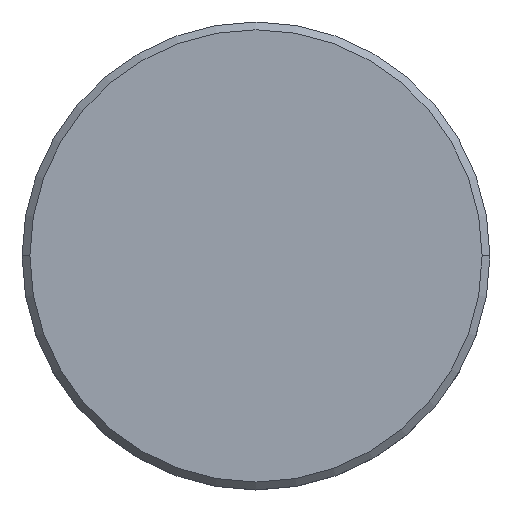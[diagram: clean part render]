
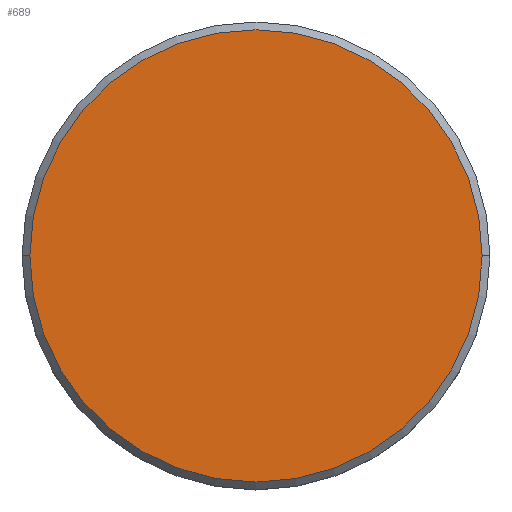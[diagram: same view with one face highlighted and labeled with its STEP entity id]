
A CAD part, top view. The second image highlights one B-rep face of the part: STEP entity #689.
In plain terms, the highlighted planar face has unit normal (0, 0, 1).
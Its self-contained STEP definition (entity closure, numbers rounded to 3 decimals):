
#93 = AXIS2_PLACEMENT_3D ( 'NONE', #179, #896, #1093 ) ;
#94 = CARTESIAN_POINT ( 'NONE',  ( -14.5, 0., 0. ) ) ;
#111 = PLANE ( 'NONE',  #983 ) ;
#171 = DIRECTION ( 'NONE',  ( 0., 0., 1. ) ) ;
#179 = CARTESIAN_POINT ( 'NONE',  ( 0., 0., 0. ) ) ;
#244 = VERTEX_POINT ( 'NONE', #94 ) ;
#249 = DIRECTION ( 'NONE',  ( 1., 0., 0. ) ) ;
#343 = ORIENTED_EDGE ( 'NONE', *, *, #557, .T. ) ;
#364 = ORIENTED_EDGE ( 'NONE', *, *, #1123, .T. ) ;
#455 = CARTESIAN_POINT ( 'NONE',  ( 0., 0., 0. ) ) ;
#557 = EDGE_CURVE ( 'NONE', #1073, #244, #565, .T. ) ;
#565 = CIRCLE ( 'NONE', #770, 14.5 ) ;
#689 = ADVANCED_FACE ( 'NONE', ( #1105 ), #111, .T. ) ;
#712 = CARTESIAN_POINT ( 'NONE',  ( 14.5, 0., 0. ) ) ;
#725 = DIRECTION ( 'NONE',  ( 0., 0., 1. ) ) ;
#738 = CIRCLE ( 'NONE', #93, 14.5 ) ;
#770 = AXIS2_PLACEMENT_3D ( 'NONE', #793, #171, #249 ) ;
#793 = CARTESIAN_POINT ( 'NONE',  ( 0., 0., 0. ) ) ;
#896 = DIRECTION ( 'NONE',  ( 0., 0., 1. ) ) ;
#898 = DIRECTION ( 'NONE',  ( 1., 0., 0. ) ) ;
#983 = AXIS2_PLACEMENT_3D ( 'NONE', #455, #725, #898 ) ;
#1073 = VERTEX_POINT ( 'NONE', #712 ) ;
#1093 = DIRECTION ( 'NONE',  ( 1., 0., 0. ) ) ;
#1095 = EDGE_LOOP ( 'NONE', ( #364, #343 ) ) ;
#1105 = FACE_OUTER_BOUND ( 'NONE', #1095, .T. ) ;
#1123 = EDGE_CURVE ( 'NONE', #244, #1073, #738, .T. ) ;
